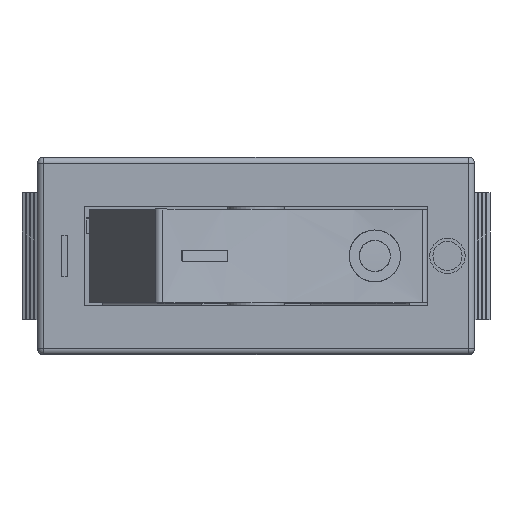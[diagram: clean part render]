
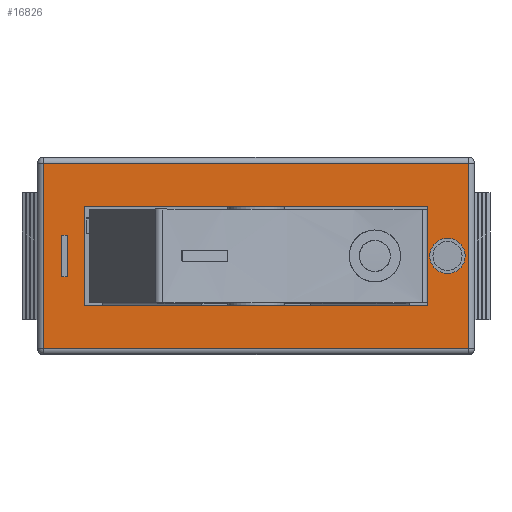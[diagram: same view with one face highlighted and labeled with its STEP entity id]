
A CAD part, top view. The second image highlights one B-rep face of the part: STEP entity #16826.
In plain terms, the highlighted planar face has unit normal (0, 0, 1).
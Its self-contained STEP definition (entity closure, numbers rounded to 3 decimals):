
#637=CIRCLE('',#18158,0.85);
#638=CIRCLE('',#18159,0.01);
#639=CIRCLE('',#18160,0.01);
#640=CIRCLE('',#18161,0.009);
#641=CIRCLE('',#18162,0.008);
#1316=ORIENTED_EDGE('',*,*,#6298,.F.);
#1317=ORIENTED_EDGE('',*,*,#6299,.F.);
#1318=ORIENTED_EDGE('',*,*,#6300,.F.);
#1319=ORIENTED_EDGE('',*,*,#6301,.F.);
#1320=ORIENTED_EDGE('',*,*,#6302,.F.);
#1321=ORIENTED_EDGE('',*,*,#6303,.T.);
#1322=ORIENTED_EDGE('',*,*,#6304,.T.);
#1323=ORIENTED_EDGE('',*,*,#6305,.T.);
#1324=ORIENTED_EDGE('',*,*,#6306,.T.);
#1325=ORIENTED_EDGE('',*,*,#6307,.F.);
#1326=ORIENTED_EDGE('',*,*,#6308,.F.);
#1327=ORIENTED_EDGE('',*,*,#6309,.F.);
#1328=ORIENTED_EDGE('',*,*,#6310,.F.);
#1329=ORIENTED_EDGE('',*,*,#6311,.F.);
#1330=ORIENTED_EDGE('',*,*,#6312,.F.);
#1331=ORIENTED_EDGE('',*,*,#6313,.F.);
#1332=ORIENTED_EDGE('',*,*,#6314,.F.);
#6298=EDGE_CURVE('',#8789,#8789,#637,.T.);
#6299=EDGE_CURVE('',#8790,#8791,#10318,.T.);
#6300=EDGE_CURVE('',#8792,#8790,#10319,.T.);
#6301=EDGE_CURVE('',#8793,#8792,#10320,.T.);
#6302=EDGE_CURVE('',#8791,#8793,#10321,.T.);
#6303=EDGE_CURVE('',#8794,#8795,#10322,.T.);
#6304=EDGE_CURVE('',#8795,#8796,#10323,.T.);
#6305=EDGE_CURVE('',#8796,#8797,#10324,.T.);
#6306=EDGE_CURVE('',#8797,#8794,#10325,.T.);
#6307=EDGE_CURVE('',#8798,#8799,#10326,.T.);
#6308=EDGE_CURVE('',#8800,#8798,#638,.T.);
#6309=EDGE_CURVE('',#8801,#8800,#10327,.T.);
#6310=EDGE_CURVE('',#8802,#8801,#639,.T.);
#6311=EDGE_CURVE('',#8803,#8802,#10328,.T.);
#6312=EDGE_CURVE('',#8804,#8803,#640,.T.);
#6313=EDGE_CURVE('',#8805,#8804,#10329,.T.);
#6314=EDGE_CURVE('',#8799,#8805,#641,.T.);
#8789=VERTEX_POINT('',#25727);
#8790=VERTEX_POINT('',#25729);
#8791=VERTEX_POINT('',#25730);
#8792=VERTEX_POINT('',#25732);
#8793=VERTEX_POINT('',#25734);
#8794=VERTEX_POINT('',#25737);
#8795=VERTEX_POINT('',#25738);
#8796=VERTEX_POINT('',#25740);
#8797=VERTEX_POINT('',#25742);
#8798=VERTEX_POINT('',#25745);
#8799=VERTEX_POINT('',#25746);
#8800=VERTEX_POINT('',#25748);
#8801=VERTEX_POINT('',#25750);
#8802=VERTEX_POINT('',#25752);
#8803=VERTEX_POINT('',#25754);
#8804=VERTEX_POINT('',#25756);
#8805=VERTEX_POINT('',#25758);
#10318=LINE('',#25728,#12291);
#10319=LINE('',#25731,#12292);
#10320=LINE('',#25733,#12293);
#10321=LINE('',#25735,#12294);
#10322=LINE('',#25736,#12295);
#10323=LINE('',#25739,#12296);
#10324=LINE('',#25741,#12297);
#10325=LINE('',#25743,#12298);
#10326=LINE('',#25744,#12299);
#10327=LINE('',#25749,#12300);
#10328=LINE('',#25753,#12301);
#10329=LINE('',#25757,#12302);
#12291=VECTOR('',#19627,1000.);
#12292=VECTOR('',#19628,1000.);
#12293=VECTOR('',#19629,1000.);
#12294=VECTOR('',#19630,1000.);
#12295=VECTOR('',#19631,1000.);
#12296=VECTOR('',#19632,1000.);
#12297=VECTOR('',#19633,1000.);
#12298=VECTOR('',#19634,1000.);
#12299=VECTOR('',#19635,1000.);
#12300=VECTOR('',#19638,1000.);
#12301=VECTOR('',#19641,1000.);
#12302=VECTOR('',#19644,1000.);
#13946=EDGE_LOOP('',(#1316));
#13947=EDGE_LOOP('',(#1317,#1318,#1319,#1320));
#13948=EDGE_LOOP('',(#1321,#1322,#1323,#1324));
#13949=EDGE_LOOP('',(#1325,#1326,#1327,#1328,#1329,#1330,#1331,#1332));
#15059=FACE_BOUND('',#13946,.T.);
#15060=FACE_BOUND('',#13947,.T.);
#15061=FACE_BOUND('',#13948,.T.);
#15062=FACE_BOUND('',#13949,.T.);
#16104=PLANE('',#18157);
#16826=ADVANCED_FACE('',(#15059,#15060,#15061,#15062),#16104,.T.);
#18157=AXIS2_PLACEMENT_3D('',#25725,#19623,#19624);
#18158=AXIS2_PLACEMENT_3D('',#25726,#19625,#19626);
#18159=AXIS2_PLACEMENT_3D('',#25747,#19636,#19637);
#18160=AXIS2_PLACEMENT_3D('',#25751,#19639,#19640);
#18161=AXIS2_PLACEMENT_3D('',#25755,#19642,#19643);
#18162=AXIS2_PLACEMENT_3D('',#25759,#19645,#19646);
#19623=DIRECTION('',(0.,0.,1.));
#19624=DIRECTION('',(1.,0.,0.));
#19625=DIRECTION('',(0.,0.,1.));
#19626=DIRECTION('',(1.,0.,0.));
#19627=DIRECTION('',(0.,1.,0.));
#19628=DIRECTION('',(1.,0.,0.));
#19629=DIRECTION('',(0.,-1.,0.));
#19630=DIRECTION('',(-1.,0.,0.));
#19631=DIRECTION('',(0.,1.,0.));
#19632=DIRECTION('',(-1.,0.,0.));
#19633=DIRECTION('',(0.,-1.,0.));
#19634=DIRECTION('',(1.,0.,0.));
#19635=DIRECTION('',(1.,0.,0.));
#19636=DIRECTION('',(0.,0.,1.));
#19637=DIRECTION('',(1.,0.,0.));
#19638=DIRECTION('',(0.,-1.,0.));
#19639=DIRECTION('',(0.,0.,1.));
#19640=DIRECTION('',(1.,0.,0.));
#19641=DIRECTION('',(-1.,0.,0.));
#19642=DIRECTION('',(0.,0.,1.));
#19643=DIRECTION('',(1.,0.,0.));
#19644=DIRECTION('',(0.,1.,0.));
#19645=DIRECTION('',(0.,0.,1.));
#19646=DIRECTION('',(-1.,0.,0.));
#25725=CARTESIAN_POINT('',(0.,0.,8.5));
#25726=CARTESIAN_POINT('',(9.2,3.55,8.5));
#25727=CARTESIAN_POINT('',(10.05,3.55,8.5));
#25728=CARTESIAN_POINT('',(8.25,1.15,8.5));
#25729=CARTESIAN_POINT('',(8.25,1.15,8.5));
#25730=CARTESIAN_POINT('',(8.25,5.95,8.5));
#25731=CARTESIAN_POINT('',(-8.25,1.15,8.5));
#25732=CARTESIAN_POINT('',(-8.25,1.15,8.5));
#25733=CARTESIAN_POINT('',(-8.25,5.95,8.5));
#25734=CARTESIAN_POINT('',(-8.25,5.95,8.5));
#25735=CARTESIAN_POINT('',(8.25,5.95,8.5));
#25736=CARTESIAN_POINT('',(10.2,8.3,8.5));
#25737=CARTESIAN_POINT('',(10.2,-0.9,8.5));
#25738=CARTESIAN_POINT('',(10.2,8.,8.5));
#25739=CARTESIAN_POINT('',(-10.5,8.,8.5));
#25740=CARTESIAN_POINT('',(-10.2,8.,8.5));
#25741=CARTESIAN_POINT('',(-10.2,-1.2,8.5));
#25742=CARTESIAN_POINT('',(-10.2,-0.9,8.5));
#25743=CARTESIAN_POINT('',(10.5,-0.9,8.5));
#25744=CARTESIAN_POINT('',(-9.337,2.551,8.5));
#25745=CARTESIAN_POINT('',(-9.337,2.551,8.5));
#25746=CARTESIAN_POINT('',(-9.061,2.551,8.5));
#25747=CARTESIAN_POINT('',(-9.337,2.561,8.5));
#25748=CARTESIAN_POINT('',(-9.347,2.561,8.5));
#25749=CARTESIAN_POINT('',(-9.347,4.541,8.5));
#25750=CARTESIAN_POINT('',(-9.347,4.541,8.5));
#25751=CARTESIAN_POINT('',(-9.337,4.541,8.5));
#25752=CARTESIAN_POINT('',(-9.337,4.551,8.5));
#25753=CARTESIAN_POINT('',(-9.063,4.551,8.5));
#25754=CARTESIAN_POINT('',(-9.063,4.551,8.5));
#25755=CARTESIAN_POINT('',(-9.063,4.542,8.5));
#25756=CARTESIAN_POINT('',(-9.054,4.542,8.5));
#25757=CARTESIAN_POINT('',(-9.054,2.558,8.5));
#25758=CARTESIAN_POINT('',(-9.054,2.558,8.5));
#25759=CARTESIAN_POINT('',(-9.061,2.558,8.5));
